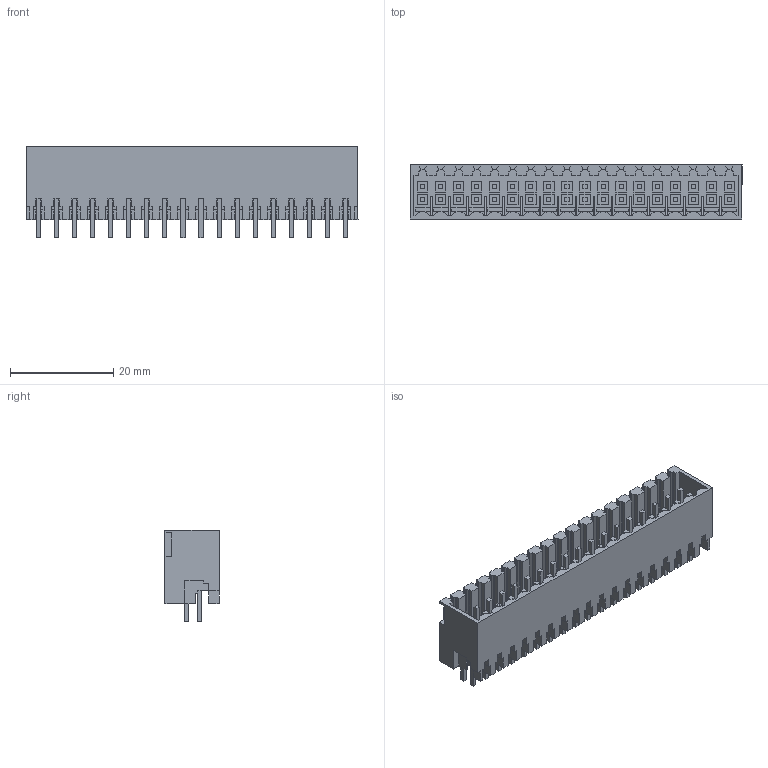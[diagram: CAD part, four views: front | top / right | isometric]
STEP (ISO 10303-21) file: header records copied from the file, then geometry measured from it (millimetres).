
FILE_DESCRIPTION(('CATIA V5 STEP Exchange','CAx-IF Rec.Pracs.--- Model Styling and Organization---1.4--- 2014-01-23'),'2;1');
FILE_NAME ('D1455131_0_1728940000_1728940000.stp','2019-02-22T07:34:37+00:00',('none'),('Weidmueller'),'CATIA Version 5-6 Release 2016 SP3 HF44','CATIA V5 STEP AP214','none');
FILE_SCHEMA(('AUTOMOTIVE_DESIGN { 1 0 10303 214 1 1 1 1 }'));
Length unit declared in the file: millimetre
Products named in the file (1): 1728940000
Bounding box: 64.4 x 10.5 x 17.7 mm (x, y, z)
Volume: 4250 mm3; surface area: 9251.2 mm2
Topology: 1 solids, 1 shells, 1676 faces, 4846 edges, 3297 vertices
Faces by surface type: plane 1640, cylinder 36
Entity records: 51011 total; most frequent: ORIENTED_EDGE 9692, CARTESIAN_POINT 8917, DIRECTION 6392, EDGE_CURVE 4846, VECTOR 4774, LINE 4774, VERTEX_POINT 3297, EDGE_LOOP 1801
